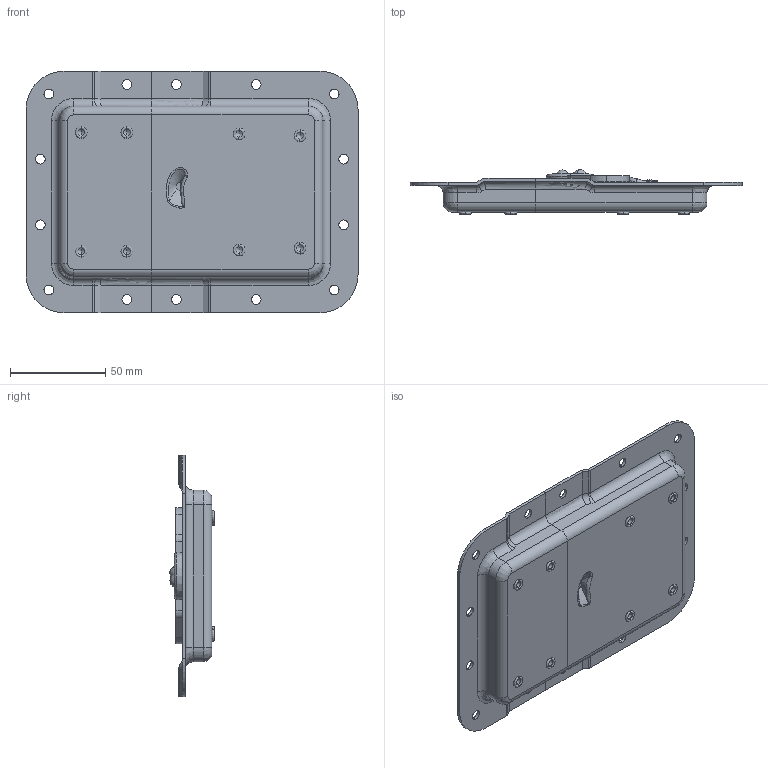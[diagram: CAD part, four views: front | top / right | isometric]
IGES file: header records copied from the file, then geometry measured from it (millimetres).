
Start section: SolidWorks IGES file using analytic representation for surfaces
Global section: file name: 172511.IGS; native system: SolidWorks 2011; preprocessor: SolidWorks 2011; author: martinb; date: 110404.100154; units: millimetre
Bounding box: 174.5 x 23.45 x 127 mm (x, y, z)
Volume: 45848.6 mm3; surface area: 94946.5 mm2
Topology: 22 solids, 28 shells, 839 faces, 2190 edges, 1356 vertices
Faces by surface type: revolution 523, plane 280, bspline 36
